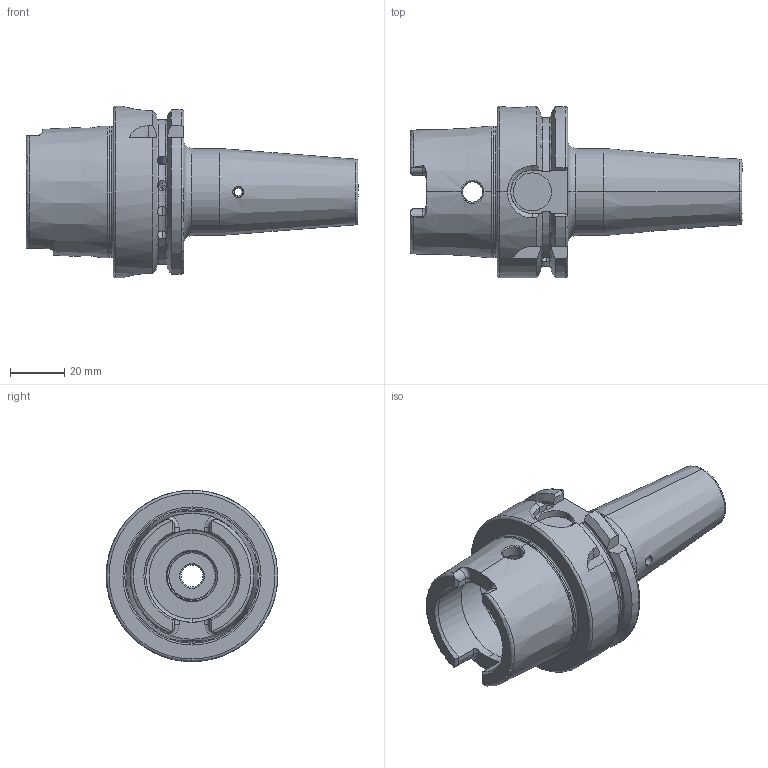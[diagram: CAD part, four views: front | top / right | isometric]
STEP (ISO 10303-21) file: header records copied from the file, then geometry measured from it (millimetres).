
FILE_DESCRIPTION (( 'STEP AP203' ), '1' );
FILE_NAME ('A63.70.12.K.STEP', '2016-11-17T02:37:10', ( '' ), ( '' ), 'SwSTEP 2.0', 'SolidWorks 2012', '' );
FILE_SCHEMA (( 'CONFIG_CONTROL_DESIGN' ));
Length unit declared in the file: millimetre
Products named in the file (1): A63.70.12.K
Bounding box: 122 x 63 x 63 mm (x, y, z)
Volume: 114958.7 mm3; surface area: 32498.1 mm2
Topology: 1 solids, 1 shells, 318 faces, 864 edges, 542 vertices
Faces by surface type: cylinder 161, plane 61, cone 43, torus 33, bspline 20
Entity records: 24738 total; most frequent: CARTESIAN_POINT 17525, ORIENTED_EDGE 1708, DIRECTION 1279, EDGE_CURVE 854, VERTEX_POINT 542, AXIS2_PLACEMENT_3D 503, EDGE_LOOP 336, FACE_OUTER_BOUND 318
